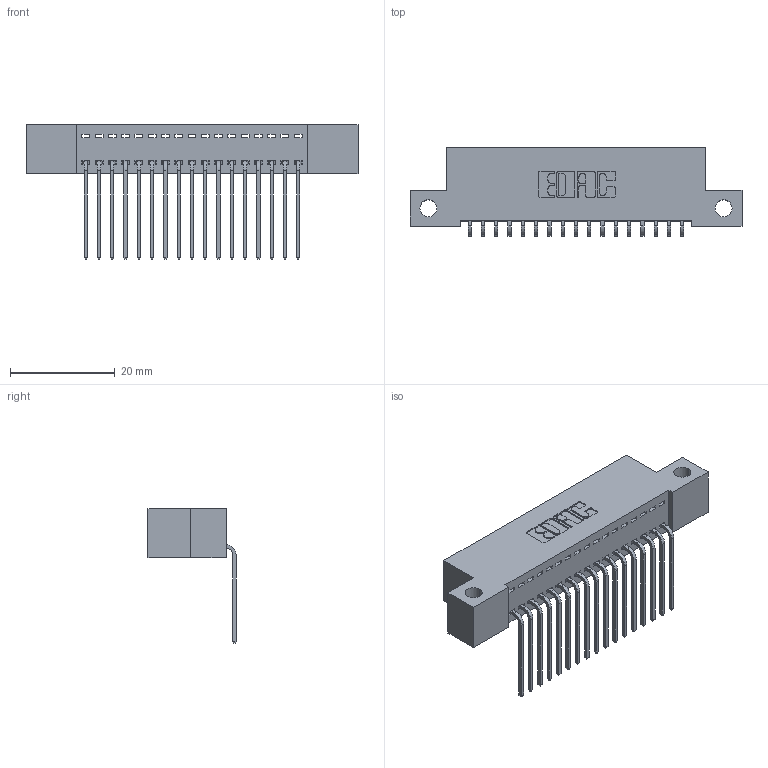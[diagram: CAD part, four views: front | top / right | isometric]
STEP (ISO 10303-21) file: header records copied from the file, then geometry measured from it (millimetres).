
FILE_DESCRIPTION (( 'STEP AP203' ), '1' );
FILE_NAME ('342-017-559-112.STEP', '2018-08-10T20:56:55', ( '' ), ( '' ), 'SwSTEP 2.0', 'SolidWorks 2016', '' );
FILE_SCHEMA (( 'CONFIG_CONTROL_DESIGN' ));
Length unit declared in the file: inch
Products named in the file (3): 342 Part_Side Mount; 345-292-001_558 559 Tail - 1; 342-017-559-112
Assembly tree (18 placements, depth 2):
  342-017-559-112
    342 Part_Side Mount
    345-292-001_558 559 Tail - 1  x17
Bounding box: 63.5 x 16.83 x 25.78 mm (x, y, z)
Volume: 5458.3 mm3; surface area: 7707.1 mm2
Topology: 18 solids, 18 shells, 1130 faces, 3393 edges, 2238 vertices
Faces by surface type: plane 814, cylinder 316
Entity records: 13581 total; most frequent: CARTESIAN_POINT 2353, ORIENTED_EDGE 2306, DIRECTION 2035, EDGE_CURVE 1153, LINE 1025, VECTOR 1025, VERTEX_POINT 766, AXIS2_PLACEMENT_3D 505
